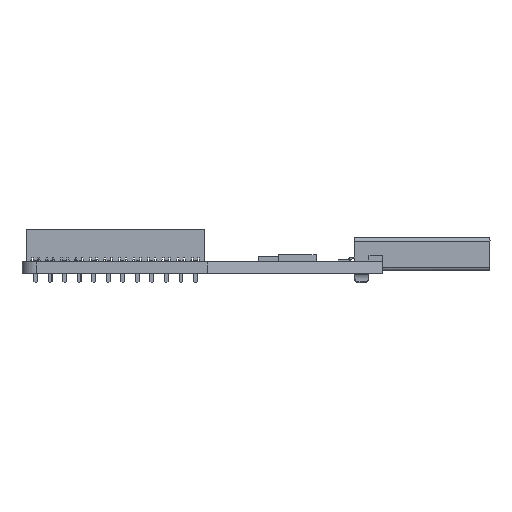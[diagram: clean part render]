
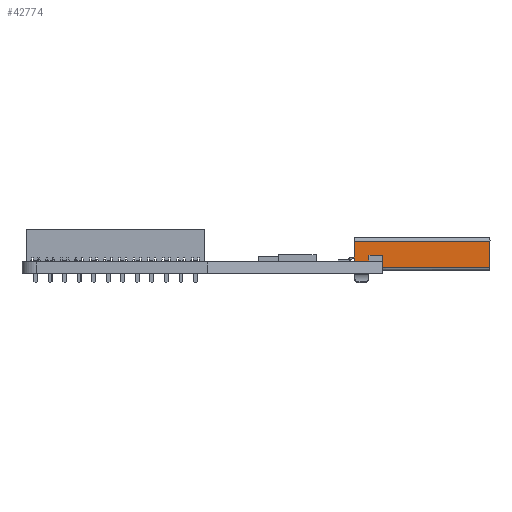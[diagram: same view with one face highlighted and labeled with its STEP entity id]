
A CAD part, left-side view. The second image highlights one B-rep face of the part: STEP entity #42774.
In plain terms, the highlighted planar face has unit normal (-1, 0, 0).
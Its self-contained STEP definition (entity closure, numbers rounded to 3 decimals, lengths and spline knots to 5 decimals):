
#382 = CARTESIAN_POINT ( 'NONE',  ( 0.53044, -0.58187, -0.03117 ) ) ;
#395 = CARTESIAN_POINT ( 'NONE',  ( 0.53044, 0.15213, 0.11183 ) ) ;
#488 = LINE ( 'NONE', #382, #7324 ) ;
#1087 = ORIENTED_EDGE ( 'NONE', *, *, #5785, .F. ) ;
#2124 = CARTESIAN_POINT ( 'NONE',  ( 0.53044, -0.58187, 0.03583 ) ) ;
#3736 = VECTOR ( 'NONE', #40429, 39.37008 ) ;
#4133 = LINE ( 'NONE', #25605, #38586 ) ;
#5108 = CARTESIAN_POINT ( 'NONE',  ( 0.53044, -0.58187, -0.03117 ) ) ;
#5487 = VECTOR ( 'NONE', #9480, 39.37008 ) ;
#5491 = CARTESIAN_POINT ( 'NONE',  ( 0.53044, 0.07313, 0.11183 ) ) ;
#5785 = EDGE_CURVE ( 'Defeatured_8048+Defeatured_8061+Defeatured_8047+Defeatured_8049', #47204, #45958, #4133, .T. ) ;
#6426 = VERTEX_POINT ( 'NONE', #30205 ) ;
#7324 = VECTOR ( 'NONE', #7682, 39.37008 ) ;
#7682 = DIRECTION ( 'NONE',  ( 0., 1., 0. ) ) ;
#7703 = CARTESIAN_POINT ( 'NONE',  ( 0.53044, -0.58187, -0.00167 ) ) ;
#8550 = CARTESIAN_POINT ( 'NONE',  ( 0.53044, -0.58187, 0.11183 ) ) ;
#8560 = PLANE ( 'NONE',  #50564 ) ;
#8729 = CARTESIAN_POINT ( 'NONE',  ( 0.53044, -0.58187, 0.11183 ) ) ;
#9480 = DIRECTION ( 'NONE',  ( 0., 0., -1. ) ) ;
#10370 = VERTEX_POINT ( 'NONE', #8550 ) ;
#11785 = EDGE_CURVE ( 'Defeatured_8049+Defeatured_8061+Defeatured_8048+Defeatured_8050', #45958, #22095, #22706, .T. ) ;
#12000 = LINE ( 'NONE', #25983, #24622 ) ;
#15485 = ORIENTED_EDGE ( 'NONE', *, *, #25317, .F. ) ;
#18406 = DIRECTION ( 'NONE',  ( 0., -1., 0. ) ) ;
#19499 = CARTESIAN_POINT ( 'NONE',  ( 0.53044, 0.15213, -0.00167 ) ) ;
#19677 = ORIENTED_EDGE ( 'NONE', *, *, #11785, .F. ) ;
#20131 = DIRECTION ( 'NONE',  ( 0., 0., 1. ) ) ;
#22095 = VERTEX_POINT ( 'NONE', #34302 ) ;
#22544 = DIRECTION ( 'NONE',  ( 0., 0., -1. ) ) ;
#22706 = LINE ( 'NONE', #2124, #40897 ) ;
#23205 = DIRECTION ( 'NONE',  ( 0., 1., 0. ) ) ;
#23652 = EDGE_CURVE ( 'Defeatured_8079+Defeatured_8061+Defeatured_8060+Defeatured_8078', #6426, #10370, #12000, .T. ) ;
#23683 = ORIENTED_EDGE ( 'NONE', *, *, #45609, .F. ) ;
#23999 = DIRECTION ( 'NONE',  ( 0., 0., 1. ) ) ;
#24622 = VECTOR ( 'NONE', #18406, 39.37008 ) ;
#25024 = EDGE_CURVE ( 'Defeatured_8046+Defeatured_8061+Defeatured_8050+Defeatured_8060', #49792, #28198, #39471, .T. ) ;
#25317 = EDGE_CURVE ( 'Defeatured_8078+Defeatured_8061+Defeatured_8079+Defeatured_8047', #10370, #48903, #35664, .T. ) ;
#25605 = CARTESIAN_POINT ( 'NONE',  ( 0.53044, -0.00187, 0.11183 ) ) ;
#25983 = CARTESIAN_POINT ( 'NONE',  ( 0.53044, -0.58187, 0.11183 ) ) ;
#27684 = CARTESIAN_POINT ( 'NONE',  ( 0.53044, 0.07313, -0.00167 ) ) ;
#28115 = FACE_OUTER_BOUND ( 'NONE', #32606, .T. ) ;
#28198 = VERTEX_POINT ( 'NONE', #19499 ) ;
#28713 = ORIENTED_EDGE ( 'NONE', *, *, #23652, .F. ) ;
#29267 = LINE ( 'NONE', #5491, #5487 ) ;
#29669 = ORIENTED_EDGE ( 'NONE', *, *, #38323, .F. ) ;
#30205 = CARTESIAN_POINT ( 'NONE',  ( 0.53044, 0.15213, 0.11183 ) ) ;
#31846 = CARTESIAN_POINT ( 'NONE',  ( 0.53044, -0.00187, -0.03117 ) ) ;
#31875 = VECTOR ( 'NONE', #20131, 39.37008 ) ;
#32606 = EDGE_LOOP ( 'NONE', ( #19677, #1087, #23683, #15485, #28713, #49722, #37062, #29669 ) ) ;
#34302 = CARTESIAN_POINT ( 'NONE',  ( 0.53044, 0.07313, 0.03583 ) ) ;
#35061 = VECTOR ( 'NONE', #22544, 39.37008 ) ;
#35664 = LINE ( 'NONE', #42510, #35061 ) ;
#37062 = ORIENTED_EDGE ( 'NONE', *, *, #25024, .F. ) ;
#37333 = DIRECTION ( 'NONE',  ( 0., 0., 1. ) ) ;
#38323 = EDGE_CURVE ( 'Defeatured_8050+Defeatured_8061+Defeatured_8049+Defeatured_8046', #22095, #49792, #29267, .T. ) ;
#38586 = VECTOR ( 'NONE', #37333, 39.37008 ) ;
#39471 = LINE ( 'NONE', #7703, #3736 ) ;
#40429 = DIRECTION ( 'NONE',  ( 0., 1., 0. ) ) ;
#40897 = VECTOR ( 'NONE', #23205, 39.37008 ) ;
#42510 = CARTESIAN_POINT ( 'NONE',  ( 0.53044, -0.58187, 0.11183 ) ) ;
#42774 = ADVANCED_FACE ( 'Defeatured_8061', ( #28115 ), #8560, .F. ) ;
#42854 = EDGE_CURVE ( 'Defeatured_8060+Defeatured_8061+Defeatured_8046+Defeatured_8079', #28198, #6426, #43791, .T. ) ;
#43791 = LINE ( 'NONE', #395, #31875 ) ;
#45609 = EDGE_CURVE ( 'Defeatured_8047+Defeatured_8061+Defeatured_8078+Defeatured_8048', #48903, #47204, #488, .T. ) ;
#45958 = VERTEX_POINT ( 'NONE', #46871 ) ;
#46871 = CARTESIAN_POINT ( 'NONE',  ( 0.53044, -0.00187, 0.03583 ) ) ;
#47204 = VERTEX_POINT ( 'NONE', #31846 ) ;
#48158 = DIRECTION ( 'NONE',  ( 1., 0., 0. ) ) ;
#48903 = VERTEX_POINT ( 'NONE', #5108 ) ;
#49722 = ORIENTED_EDGE ( 'NONE', *, *, #42854, .F. ) ;
#49792 = VERTEX_POINT ( 'NONE', #27684 ) ;
#50564 = AXIS2_PLACEMENT_3D ( 'NONE', #8729, #48158, #23999 ) ;
